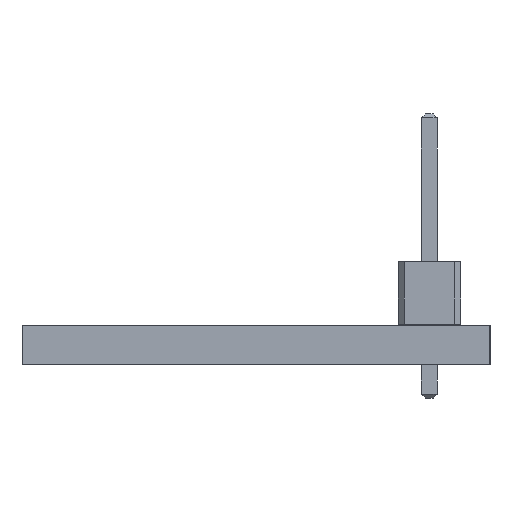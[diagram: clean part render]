
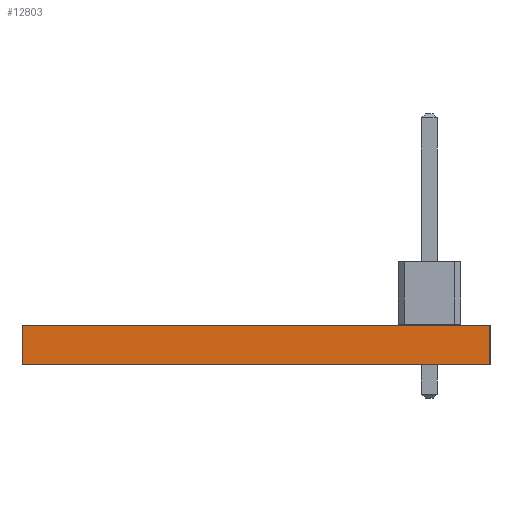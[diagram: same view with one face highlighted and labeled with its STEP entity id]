
A CAD part, left-side view. The second image highlights one B-rep face of the part: STEP entity #12803.
In plain terms, the highlighted planar face has unit normal (-1, 0, 0).
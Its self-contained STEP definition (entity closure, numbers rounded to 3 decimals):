
#12622 = PLANE('',#12623);
#12623 = AXIS2_PLACEMENT_3D('',#12624,#12625,#12626);
#12624 = CARTESIAN_POINT('',(106.808,-76.525,0.));
#12625 = DIRECTION('',(0.,-1.,0.));
#12626 = DIRECTION('',(-1.,0.,0.));
#12647 = VERTEX_POINT('',#12648);
#12648 = CARTESIAN_POINT('',(75.808,-76.525,1.6));
#12662 = PLANE('',#12663);
#12663 = AXIS2_PLACEMENT_3D('',#12664,#12665,#12666);
#12664 = CARTESIAN_POINT('',(91.308,-67.025,1.6));
#12665 = DIRECTION('',(-0.,-0.,-1.));
#12666 = DIRECTION('',(-1.,0.,0.));
#12674 = EDGE_CURVE('',#12675,#12647,#12677,.T.);
#12675 = VERTEX_POINT('',#12676);
#12676 = CARTESIAN_POINT('',(75.808,-76.525,0.));
#12677 = SURFACE_CURVE('',#12678,(#12682,#12689),.PCURVE_S1.);
#12678 = LINE('',#12679,#12680);
#12679 = CARTESIAN_POINT('',(75.808,-76.525,0.));
#12680 = VECTOR('',#12681,1.);
#12681 = DIRECTION('',(0.,0.,1.));
#12682 = PCURVE('',#12622,#12683);
#12683 = DEFINITIONAL_REPRESENTATION('',(#12684),#12688);
#12684 = LINE('',#12685,#12686);
#12685 = CARTESIAN_POINT('',(31.,0.));
#12686 = VECTOR('',#12687,1.);
#12687 = DIRECTION('',(0.,-1.));
#12688 = ( GEOMETRIC_REPRESENTATION_CONTEXT(2) 
PARAMETRIC_REPRESENTATION_CONTEXT() REPRESENTATION_CONTEXT('2D SPACE',''
  ) );
#12689 = PCURVE('',#12690,#12695);
#12690 = PLANE('',#12691);
#12691 = AXIS2_PLACEMENT_3D('',#12692,#12693,#12694);
#12692 = CARTESIAN_POINT('',(75.808,-76.525,0.));
#12693 = DIRECTION('',(-1.,0.,0.));
#12694 = DIRECTION('',(0.,1.,0.));
#12695 = DEFINITIONAL_REPRESENTATION('',(#12696),#12700);
#12696 = LINE('',#12697,#12698);
#12697 = CARTESIAN_POINT('',(0.,0.));
#12698 = VECTOR('',#12699,1.);
#12699 = DIRECTION('',(0.,-1.));
#12700 = ( GEOMETRIC_REPRESENTATION_CONTEXT(2) 
PARAMETRIC_REPRESENTATION_CONTEXT() REPRESENTATION_CONTEXT('2D SPACE',''
  ) );
#12716 = PLANE('',#12717);
#12717 = AXIS2_PLACEMENT_3D('',#12718,#12719,#12720);
#12718 = CARTESIAN_POINT('',(91.308,-67.025,0.));
#12719 = DIRECTION('',(-0.,-0.,-1.));
#12720 = DIRECTION('',(-1.,0.,0.));
#12749 = PLANE('',#12750);
#12750 = AXIS2_PLACEMENT_3D('',#12751,#12752,#12753);
#12751 = CARTESIAN_POINT('',(75.808,-57.525,0.));
#12752 = DIRECTION('',(0.,1.,0.));
#12753 = DIRECTION('',(1.,0.,0.));
#12803 = ADVANCED_FACE('',(#12804),#12690,.T.);
#12804 = FACE_BOUND('',#12805,.T.);
#12805 = EDGE_LOOP('',(#12806,#12807,#12830,#12853));
#12806 = ORIENTED_EDGE('',*,*,#12674,.T.);
#12807 = ORIENTED_EDGE('',*,*,#12808,.T.);
#12808 = EDGE_CURVE('',#12647,#12809,#12811,.T.);
#12809 = VERTEX_POINT('',#12810);
#12810 = CARTESIAN_POINT('',(75.808,-57.525,1.6));
#12811 = SURFACE_CURVE('',#12812,(#12816,#12823),.PCURVE_S1.);
#12812 = LINE('',#12813,#12814);
#12813 = CARTESIAN_POINT('',(75.808,-76.525,1.6));
#12814 = VECTOR('',#12815,1.);
#12815 = DIRECTION('',(0.,1.,0.));
#12816 = PCURVE('',#12690,#12817);
#12817 = DEFINITIONAL_REPRESENTATION('',(#12818),#12822);
#12818 = LINE('',#12819,#12820);
#12819 = CARTESIAN_POINT('',(0.,-1.6));
#12820 = VECTOR('',#12821,1.);
#12821 = DIRECTION('',(1.,0.));
#12822 = ( GEOMETRIC_REPRESENTATION_CONTEXT(2) 
PARAMETRIC_REPRESENTATION_CONTEXT() REPRESENTATION_CONTEXT('2D SPACE',''
  ) );
#12823 = PCURVE('',#12662,#12824);
#12824 = DEFINITIONAL_REPRESENTATION('',(#12825),#12829);
#12825 = LINE('',#12826,#12827);
#12826 = CARTESIAN_POINT('',(15.5,-9.5));
#12827 = VECTOR('',#12828,1.);
#12828 = DIRECTION('',(0.,1.));
#12829 = ( GEOMETRIC_REPRESENTATION_CONTEXT(2) 
PARAMETRIC_REPRESENTATION_CONTEXT() REPRESENTATION_CONTEXT('2D SPACE',''
  ) );
#12830 = ORIENTED_EDGE('',*,*,#12831,.F.);
#12831 = EDGE_CURVE('',#12832,#12809,#12834,.T.);
#12832 = VERTEX_POINT('',#12833);
#12833 = CARTESIAN_POINT('',(75.808,-57.525,0.));
#12834 = SURFACE_CURVE('',#12835,(#12839,#12846),.PCURVE_S1.);
#12835 = LINE('',#12836,#12837);
#12836 = CARTESIAN_POINT('',(75.808,-57.525,0.));
#12837 = VECTOR('',#12838,1.);
#12838 = DIRECTION('',(0.,0.,1.));
#12839 = PCURVE('',#12690,#12840);
#12840 = DEFINITIONAL_REPRESENTATION('',(#12841),#12845);
#12841 = LINE('',#12842,#12843);
#12842 = CARTESIAN_POINT('',(19.,0.));
#12843 = VECTOR('',#12844,1.);
#12844 = DIRECTION('',(0.,-1.));
#12845 = ( GEOMETRIC_REPRESENTATION_CONTEXT(2) 
PARAMETRIC_REPRESENTATION_CONTEXT() REPRESENTATION_CONTEXT('2D SPACE',''
  ) );
#12846 = PCURVE('',#12749,#12847);
#12847 = DEFINITIONAL_REPRESENTATION('',(#12848),#12852);
#12848 = LINE('',#12849,#12850);
#12849 = CARTESIAN_POINT('',(0.,0.));
#12850 = VECTOR('',#12851,1.);
#12851 = DIRECTION('',(0.,-1.));
#12852 = ( GEOMETRIC_REPRESENTATION_CONTEXT(2) 
PARAMETRIC_REPRESENTATION_CONTEXT() REPRESENTATION_CONTEXT('2D SPACE',''
  ) );
#12853 = ORIENTED_EDGE('',*,*,#12854,.F.);
#12854 = EDGE_CURVE('',#12675,#12832,#12855,.T.);
#12855 = SURFACE_CURVE('',#12856,(#12860,#12867),.PCURVE_S1.);
#12856 = LINE('',#12857,#12858);
#12857 = CARTESIAN_POINT('',(75.808,-76.525,0.));
#12858 = VECTOR('',#12859,1.);
#12859 = DIRECTION('',(0.,1.,0.));
#12860 = PCURVE('',#12690,#12861);
#12861 = DEFINITIONAL_REPRESENTATION('',(#12862),#12866);
#12862 = LINE('',#12863,#12864);
#12863 = CARTESIAN_POINT('',(0.,0.));
#12864 = VECTOR('',#12865,1.);
#12865 = DIRECTION('',(1.,0.));
#12866 = ( GEOMETRIC_REPRESENTATION_CONTEXT(2) 
PARAMETRIC_REPRESENTATION_CONTEXT() REPRESENTATION_CONTEXT('2D SPACE',''
  ) );
#12867 = PCURVE('',#12716,#12868);
#12868 = DEFINITIONAL_REPRESENTATION('',(#12869),#12873);
#12869 = LINE('',#12870,#12871);
#12870 = CARTESIAN_POINT('',(15.5,-9.5));
#12871 = VECTOR('',#12872,1.);
#12872 = DIRECTION('',(0.,1.));
#12873 = ( GEOMETRIC_REPRESENTATION_CONTEXT(2) 
PARAMETRIC_REPRESENTATION_CONTEXT() REPRESENTATION_CONTEXT('2D SPACE',''
  ) );
